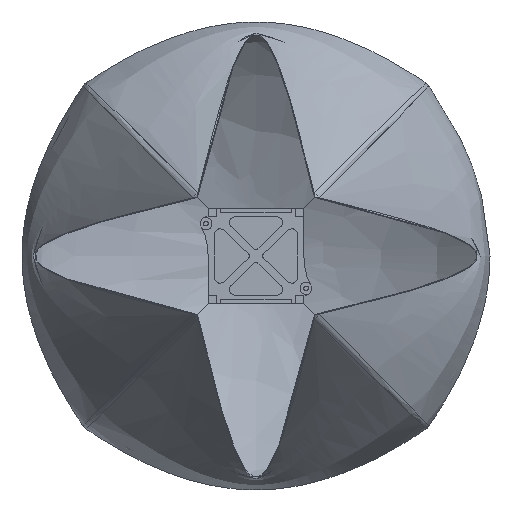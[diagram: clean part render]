
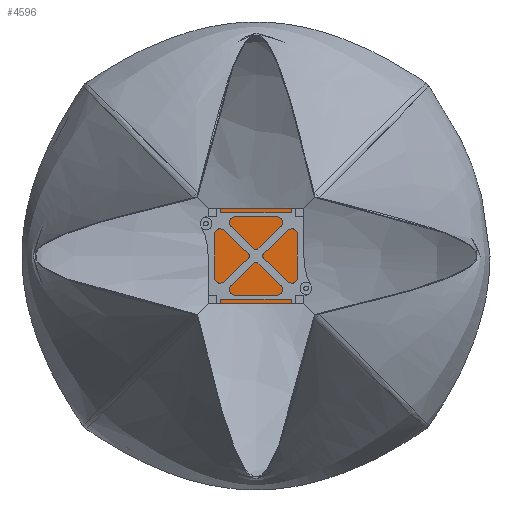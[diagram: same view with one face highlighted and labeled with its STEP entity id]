
A CAD part, front view. The second image highlights one B-rep face of the part: STEP entity #4596.
In plain terms, the highlighted planar face has unit normal (0, -1, 0).
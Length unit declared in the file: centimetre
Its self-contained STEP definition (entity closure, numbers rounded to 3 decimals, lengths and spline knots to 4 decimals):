
#312=FACE_OUTER_BOUND('',#558,.T.);
#558=EDGE_LOOP('',(#3448,#3449,#3450,#3451,#3452,#3453,#3454,#3455,#3456,
#3457,#3458,#3459));
#927=LINE('',#6724,#1434);
#934=LINE('',#6738,#1441);
#943=LINE('',#6755,#1450);
#952=LINE('',#6774,#1459);
#955=LINE('',#6778,#1462);
#957=LINE('',#6783,#1464);
#958=LINE('',#6785,#1465);
#959=LINE('',#6787,#1466);
#960=LINE('',#6789,#1467);
#961=LINE('',#6791,#1468);
#962=LINE('',#6793,#1469);
#963=LINE('',#6794,#1470);
#1434=VECTOR('',#5481,1.);
#1441=VECTOR('',#5492,1.);
#1450=VECTOR('',#5505,1.);
#1459=VECTOR('',#5522,1.);
#1462=VECTOR('',#5527,1.);
#1464=VECTOR('',#5533,1.);
#1465=VECTOR('',#5534,1.);
#1466=VECTOR('',#5535,1.);
#1467=VECTOR('',#5536,1.);
#1468=VECTOR('',#5537,1.);
#1469=VECTOR('',#5538,1.);
#1470=VECTOR('',#5539,1.);
#2015=VERTEX_POINT('',#6722);
#2016=VERTEX_POINT('',#6723);
#2021=VERTEX_POINT('',#6737);
#2027=VERTEX_POINT('',#6753);
#2032=VERTEX_POINT('',#6772);
#2033=VERTEX_POINT('',#6773);
#2034=VERTEX_POINT('',#6782);
#2035=VERTEX_POINT('',#6784);
#2036=VERTEX_POINT('',#6786);
#2037=VERTEX_POINT('',#6788);
#2038=VERTEX_POINT('',#6790);
#2039=VERTEX_POINT('',#6792);
#2528=EDGE_CURVE('',#2015,#2016,#927,.T.);
#2535=EDGE_CURVE('',#2016,#2021,#934,.T.);
#2544=EDGE_CURVE('',#2021,#2027,#943,.T.);
#2553=EDGE_CURVE('',#2032,#2033,#952,.T.);
#2556=EDGE_CURVE('',#2027,#2032,#955,.T.);
#2558=EDGE_CURVE('',#2033,#2034,#957,.T.);
#2559=EDGE_CURVE('',#2034,#2035,#958,.T.);
#2560=EDGE_CURVE('',#2035,#2036,#959,.T.);
#2561=EDGE_CURVE('',#2036,#2037,#960,.T.);
#2562=EDGE_CURVE('',#2037,#2038,#961,.T.);
#2563=EDGE_CURVE('',#2038,#2039,#962,.T.);
#2564=EDGE_CURVE('',#2039,#2015,#963,.T.);
#3448=ORIENTED_EDGE('',*,*,#2535,.T.);
#3449=ORIENTED_EDGE('',*,*,#2544,.T.);
#3450=ORIENTED_EDGE('',*,*,#2556,.T.);
#3451=ORIENTED_EDGE('',*,*,#2553,.T.);
#3452=ORIENTED_EDGE('',*,*,#2558,.T.);
#3453=ORIENTED_EDGE('',*,*,#2559,.T.);
#3454=ORIENTED_EDGE('',*,*,#2560,.T.);
#3455=ORIENTED_EDGE('',*,*,#2561,.T.);
#3456=ORIENTED_EDGE('',*,*,#2562,.T.);
#3457=ORIENTED_EDGE('',*,*,#2563,.T.);
#3458=ORIENTED_EDGE('',*,*,#2564,.T.);
#3459=ORIENTED_EDGE('',*,*,#2528,.T.);
#4424=PLANE('',#4869);
#4596=ADVANCED_FACE('',(#312),#4424,.T.);
#4869=AXIS2_PLACEMENT_3D('',#6781,#5531,#5532);
#5481=DIRECTION('',(-1.,0.,0.));
#5492=DIRECTION('',(0.,0.,1.));
#5505=DIRECTION('',(-1.,0.,0.));
#5522=DIRECTION('',(-1.,0.,0.));
#5527=DIRECTION('',(0.,0.,-1.));
#5531=DIRECTION('center_axis',(0.,-1.,0.));
#5532=DIRECTION('ref_axis',(0.,0.,-1.));
#5533=DIRECTION('',(0.,0.,-1.));
#5534=DIRECTION('',(1.,0.,0.));
#5535=DIRECTION('',(0.,0.,-1.));
#5536=DIRECTION('',(1.,0.,0.));
#5537=DIRECTION('',(0.,0.,1.));
#5538=DIRECTION('',(1.,0.,0.));
#5539=DIRECTION('',(0.,0.,1.));
#6722=CARTESIAN_POINT('',(7.1078,-26.,0.9211));
#6723=CARTESIAN_POINT('',(6.2578,-26.,0.9211));
#6724=CARTESIAN_POINT('',(4.6078,-26.,0.9211));
#6737=CARTESIAN_POINT('',(6.2578,-26.,1.7711));
#6738=CARTESIAN_POINT('',(6.2578,-26.,-1.1539));
#6753=CARTESIAN_POINT('',(-2.0422,-26.,1.7711));
#6755=CARTESIAN_POINT('',(7.1078,-26.,1.7711));
#6772=CARTESIAN_POINT('',(-2.0422,-26.,0.9211));
#6773=CARTESIAN_POINT('',(-2.8922,-26.,0.9211));
#6774=CARTESIAN_POINT('',(0.0328,-26.,0.9211));
#6778=CARTESIAN_POINT('',(-2.0422,-26.,-0.7289));
#6781=CARTESIAN_POINT('Origin',(2.1078,-26.,-3.2289));
#6782=CARTESIAN_POINT('',(-2.8922,-26.,-7.3789));
#6783=CARTESIAN_POINT('',(-2.8922,-26.,-7.3789));
#6784=CARTESIAN_POINT('',(-2.0422,-26.,-7.3789));
#6785=CARTESIAN_POINT('',(-0.3922,-26.,-7.3789));
#6786=CARTESIAN_POINT('',(-2.0422,-26.,-8.2289));
#6787=CARTESIAN_POINT('',(-2.0422,-26.,-5.3039));
#6788=CARTESIAN_POINT('',(6.2578,-26.,-8.2289));
#6789=CARTESIAN_POINT('',(7.1078,-26.,-8.2289));
#6790=CARTESIAN_POINT('',(6.2578,-26.,-7.3789));
#6791=CARTESIAN_POINT('',(6.2578,-26.,-5.7289));
#6792=CARTESIAN_POINT('',(7.1078,-26.,-7.3789));
#6793=CARTESIAN_POINT('',(4.1828,-26.,-7.3789));
#6794=CARTESIAN_POINT('',(7.1078,-26.,0.9211));
